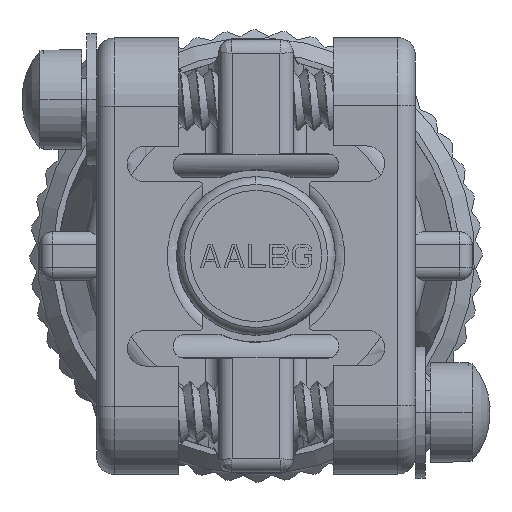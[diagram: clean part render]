
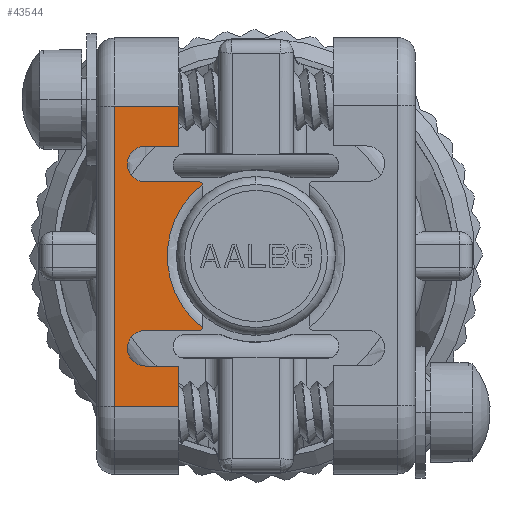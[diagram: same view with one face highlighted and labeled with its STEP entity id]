
A CAD part, front view. The second image highlights one B-rep face of the part: STEP entity #43544.
In plain terms, the highlighted planar face has unit normal (0, -1, 0).
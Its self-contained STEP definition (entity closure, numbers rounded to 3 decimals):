
#8945=CARTESIAN_POINT('',(0.105,-23.319,0.));
#8946=DIRECTION('',(0.,1.,0.));
#8947=DIRECTION('',(-0.613,0.,-0.79));
#8948=AXIS2_PLACEMENT_3D('',#8945,#8946,#8947);
#8950=CARTESIAN_POINT('',(-2.845,-23.319,-3.59));
#8951=DIRECTION('',(0.,1.,0.));
#8952=DIRECTION('',(0.99,0.,-0.138));
#8953=AXIS2_PLACEMENT_3D('',#8950,#8951,#8952);
#8955=DIRECTION('',(-1.,0.,0.));
#8956=VECTOR('',#8955,2.73);
#8957=CARTESIAN_POINT('',(-2.845,-23.319,-3.74));
#8958=LINE('3167',#8957,#8956);
#8959=CARTESIAN_POINT('',(-5.575,-23.319,-4.64));
#8960=DIRECTION('',(0.,-1.,0.));
#8961=DIRECTION('',(0.,0.,1.));
#8962=AXIS2_PLACEMENT_3D('',#8959,#8960,#8961);
#8964=DIRECTION('',(1.,0.,0.));
#8965=VECTOR('',#8964,1.69);
#8966=CARTESIAN_POINT('',(-5.575,-23.319,-5.54));
#8967=LINE('3169',#8966,#8965);
#8968=DIRECTION('',(0.,0.,-1.));
#8969=VECTOR('',#8968,2.02);
#8970=CARTESIAN_POINT('',(-3.885,-23.319,-5.54));
#8971=LINE('3189',#8970,#8969);
#8972=DIRECTION('',(1.,0.,0.));
#8973=VECTOR('',#8972,3.25);
#8974=CARTESIAN_POINT('',(-7.135,-23.319,-7.56));
#8975=LINE('3211',#8974,#8973);
#8976=DIRECTION('',(0.,0.,1.));
#8977=VECTOR('',#8976,15.11);
#8978=CARTESIAN_POINT('',(-7.135,-23.319,-7.56));
#8979=LINE('3201',#8978,#8977);
#8980=DIRECTION('',(1.,0.,0.));
#8981=VECTOR('',#8980,3.25);
#8982=CARTESIAN_POINT('',(-7.135,-23.319,7.55));
#8983=LINE('3210',#8982,#8981);
#8984=DIRECTION('',(0.,0.,-1.));
#8985=VECTOR('',#8984,2.02);
#8986=CARTESIAN_POINT('',(-3.885,-23.319,7.55));
#8987=LINE('3188',#8986,#8985);
#8988=DIRECTION('',(-1.,0.,0.));
#8989=VECTOR('',#8988,1.69);
#8990=CARTESIAN_POINT('',(-3.885,-23.319,5.53));
#8991=LINE('3164',#8990,#8989);
#8992=CARTESIAN_POINT('',(-5.575,-23.319,4.63));
#8993=DIRECTION('',(0.,-1.,0.));
#8994=DIRECTION('',(0.,0.,1.));
#8995=AXIS2_PLACEMENT_3D('',#8992,#8993,#8994);
#8997=DIRECTION('',(1.,0.,0.));
#8998=VECTOR('',#8997,2.73);
#8999=CARTESIAN_POINT('',(-5.575,-23.319,3.73));
#9000=LINE('3166',#8999,#8998);
#9001=CARTESIAN_POINT('',(-2.845,-23.319,3.58));
#9002=DIRECTION('',(0.,1.,0.));
#9003=DIRECTION('',(0.,0.,1.));
#9004=AXIS2_PLACEMENT_3D('',#9001,#9002,#9003);
#31474=CARTESIAN_POINT('',(-3.885,-23.319,5.53));
#31475=CARTESIAN_POINT('',(-5.575,-23.319,5.53));
#31476=VERTEX_POINT('',#31474);
#31477=VERTEX_POINT('',#31475);
#31478=CARTESIAN_POINT('',(-5.575,-23.319,3.73));
#31479=VERTEX_POINT('',#31478);
#31480=CARTESIAN_POINT('',(-2.845,-23.319,3.73));
#31481=VERTEX_POINT('',#31480);
#31482=CARTESIAN_POINT('',(-2.845,-23.319,-3.74));
#31483=CARTESIAN_POINT('',(-5.575,-23.319,-3.74));
#31484=VERTEX_POINT('',#31482);
#31485=VERTEX_POINT('',#31483);
#31486=CARTESIAN_POINT('',(-5.575,-23.319,-5.54));
#31487=VERTEX_POINT('',#31486);
#31488=CARTESIAN_POINT('',(-3.885,-23.319,-5.54));
#31489=VERTEX_POINT('',#31488);
#31507=CARTESIAN_POINT('',(-3.885,-23.319,7.55));
#31509=VERTEX_POINT('',#31507);
#31518=CARTESIAN_POINT('',(-3.885,-23.319,-7.56));
#31520=VERTEX_POINT('',#31518);
#31530=CARTESIAN_POINT('',(-7.135,-23.319,7.55));
#31532=VERTEX_POINT('',#31530);
#31534=CARTESIAN_POINT('',(-7.135,-23.319,-7.56));
#31535=VERTEX_POINT('',#31534);
#31562=CARTESIAN_POINT('',(-2.696,-23.319,
-3.611));
#31563=CARTESIAN_POINT('',(-2.698,-23.319,
3.609));
#31564=VERTEX_POINT('',#31562);
#31565=VERTEX_POINT('',#31563);
#43513=CARTESIAN_POINT('',(-8.025,-23.319,0.));
#43514=DIRECTION('',(0.,1.,0.));
#43515=DIRECTION('',(0.,0.,1.));
#43516=AXIS2_PLACEMENT_3D('',#43513,#43514,#43515);
#43517=PLANE('841',#43516);
#43518=ORIENTED_EDGE('3227',*,*,#43414,.F.);
#43519=ORIENTED_EDGE('3234',*,*,#43440,.T.);
#43521=ORIENTED_EDGE('3167',*,*,#43520,.T.);
#43523=ORIENTED_EDGE('3168',*,*,#43522,.T.);
#43525=ORIENTED_EDGE('3169',*,*,#43524,.T.);
#43527=ORIENTED_EDGE('3189',*,*,#43526,.T.);
#43529=ORIENTED_EDGE('3211',*,*,#43528,.F.);
#43531=ORIENTED_EDGE('3201',*,*,#43530,.T.);
#43533=ORIENTED_EDGE('3210',*,*,#43532,.T.);
#43535=ORIENTED_EDGE('3188',*,*,#43534,.T.);
#43537=ORIENTED_EDGE('3164',*,*,#43536,.T.);
#43539=ORIENTED_EDGE('3165',*,*,#43538,.T.);
#43540=ORIENTED_EDGE('3166',*,*,#43497,.T.);
#43541=ORIENTED_EDGE('3233',*,*,#43387,.T.);
#43542=EDGE_LOOP('841',(#43518,#43519,#43521,#43523,#43525,#43527,#43529,#43531,
#43533,#43535,#43537,#43539,#43540,#43541));
#43543=FACE_OUTER_BOUND('841',#43542,.F.);
#8949=CIRCLE('3227',#8948,4.57);
#8954=CIRCLE('3234',#8953,0.15);
#8963=CIRCLE('3168',#8962,0.9);
#8996=CIRCLE('3165',#8995,0.9);
#9005=CIRCLE('3233',#9004,0.15);
#43387=EDGE_CURVE('3233',#31481,#31565,#9005,.T.);
#43414=EDGE_CURVE('3227',#31564,#31565,#8949,.T.);
#43440=EDGE_CURVE('3234',#31564,#31484,#8954,.T.);
#43497=EDGE_CURVE('3166',#31479,#31481,#9000,.T.);
#43520=EDGE_CURVE('3167',#31484,#31485,#8958,.T.);
#43522=EDGE_CURVE('3168',#31485,#31487,#8963,.T.);
#43524=EDGE_CURVE('3169',#31487,#31489,#8967,.T.);
#43526=EDGE_CURVE('3189',#31489,#31520,#8971,.T.);
#43528=EDGE_CURVE('3211',#31535,#31520,#8975,.T.);
#43530=EDGE_CURVE('3201',#31535,#31532,#8979,.T.);
#43532=EDGE_CURVE('3210',#31532,#31509,#8983,.T.);
#43534=EDGE_CURVE('3188',#31509,#31476,#8987,.T.);
#43536=EDGE_CURVE('3164',#31476,#31477,#8991,.T.);
#43538=EDGE_CURVE('3165',#31477,#31479,#8996,.T.);
#43544=ADVANCED_FACE('841',(#43543),#43517,.F.);
